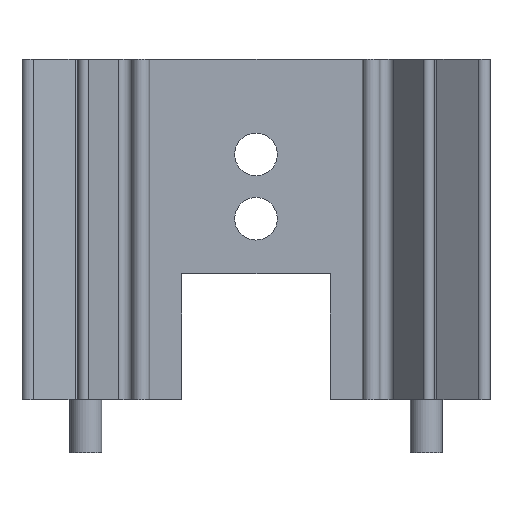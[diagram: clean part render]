
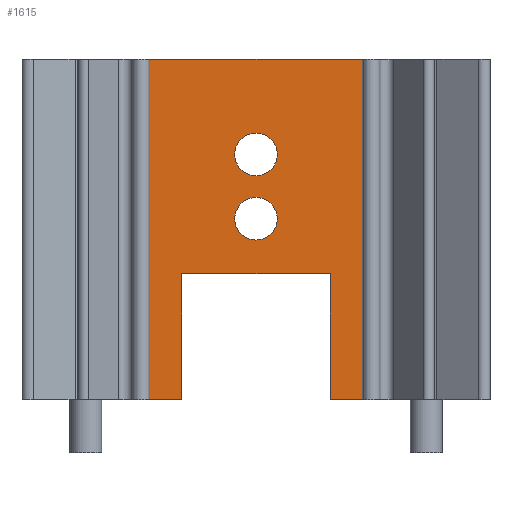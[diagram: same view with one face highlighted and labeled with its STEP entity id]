
A CAD part, front view. The second image highlights one B-rep face of the part: STEP entity #1615.
In plain terms, the highlighted planar face has unit normal (0, -1, 0).
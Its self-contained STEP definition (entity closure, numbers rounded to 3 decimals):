
#186 = VERTEX_POINT('',#187);
#187 = CARTESIAN_POINT('',(-5.55,-0.785,0.));
#193 = EDGE_CURVE('',#186,#194,#196,.T.);
#194 = VERTEX_POINT('',#195);
#195 = CARTESIAN_POINT('',(-7.94,-0.785,0.));
#196 = LINE('',#197,#198);
#197 = CARTESIAN_POINT('',(7.94,-0.785,0.));
#198 = VECTOR('',#199,1.);
#199 = DIRECTION('',(-1.,0.,-0.));
#798 = VERTEX_POINT('',#799);
#799 = CARTESIAN_POINT('',(-7.94,-0.785,25.4));
#805 = EDGE_CURVE('',#798,#806,#808,.T.);
#806 = VERTEX_POINT('',#807);
#807 = CARTESIAN_POINT('',(7.94,-0.785,25.4));
#808 = LINE('',#809,#810);
#809 = CARTESIAN_POINT('',(-12.5,-0.785,25.4));
#810 = VECTOR('',#811,1.);
#811 = DIRECTION('',(1.,0.,0.));
#1605 = EDGE_CURVE('',#194,#798,#1606,.T.);
#1606 = LINE('',#1607,#1608);
#1607 = CARTESIAN_POINT('',(-7.94,-0.785,0.));
#1608 = VECTOR('',#1609,1.);
#1609 = DIRECTION('',(0.,0.,1.));
#1615 = ADVANCED_FACE('',(#1616,#1659,#1670),#1681,.T.);
#1616 = FACE_BOUND('',#1617,.F.);
#1617 = EDGE_LOOP('',(#1618,#1626,#1627,#1628,#1629,#1637,#1645,#1653));
#1618 = ORIENTED_EDGE('',*,*,#1619,.T.);
#1619 = EDGE_CURVE('',#1620,#186,#1622,.T.);
#1620 = VERTEX_POINT('',#1621);
#1621 = CARTESIAN_POINT('',(-5.55,-0.785,9.4));
#1622 = LINE('',#1623,#1624);
#1623 = CARTESIAN_POINT('',(-5.55,-0.785,9.4));
#1624 = VECTOR('',#1625,1.);
#1625 = DIRECTION('',(0.,0.,-1.));
#1626 = ORIENTED_EDGE('',*,*,#193,.T.);
#1627 = ORIENTED_EDGE('',*,*,#1605,.T.);
#1628 = ORIENTED_EDGE('',*,*,#805,.T.);
#1629 = ORIENTED_EDGE('',*,*,#1630,.F.);
#1630 = EDGE_CURVE('',#1631,#806,#1633,.T.);
#1631 = VERTEX_POINT('',#1632);
#1632 = CARTESIAN_POINT('',(7.94,-0.785,0.));
#1633 = LINE('',#1634,#1635);
#1634 = CARTESIAN_POINT('',(7.94,-0.785,0.));
#1635 = VECTOR('',#1636,1.);
#1636 = DIRECTION('',(0.,0.,1.));
#1637 = ORIENTED_EDGE('',*,*,#1638,.T.);
#1638 = EDGE_CURVE('',#1631,#1639,#1641,.T.);
#1639 = VERTEX_POINT('',#1640);
#1640 = CARTESIAN_POINT('',(5.55,-0.785,0.));
#1641 = LINE('',#1642,#1643);
#1642 = CARTESIAN_POINT('',(7.94,-0.785,0.));
#1643 = VECTOR('',#1644,1.);
#1644 = DIRECTION('',(-1.,0.,-0.));
#1645 = ORIENTED_EDGE('',*,*,#1646,.T.);
#1646 = EDGE_CURVE('',#1639,#1647,#1649,.T.);
#1647 = VERTEX_POINT('',#1648);
#1648 = CARTESIAN_POINT('',(5.55,-0.785,9.4));
#1649 = LINE('',#1650,#1651);
#1650 = CARTESIAN_POINT('',(5.55,-0.785,0.));
#1651 = VECTOR('',#1652,1.);
#1652 = DIRECTION('',(0.,0.,1.));
#1653 = ORIENTED_EDGE('',*,*,#1654,.T.);
#1654 = EDGE_CURVE('',#1647,#1620,#1655,.T.);
#1655 = LINE('',#1656,#1657);
#1656 = CARTESIAN_POINT('',(5.55,-0.785,9.4));
#1657 = VECTOR('',#1658,1.);
#1658 = DIRECTION('',(-1.,0.,0.));
#1659 = FACE_BOUND('',#1660,.F.);
#1660 = EDGE_LOOP('',(#1661));
#1661 = ORIENTED_EDGE('',*,*,#1662,.T.);
#1662 = EDGE_CURVE('',#1663,#1663,#1665,.T.);
#1663 = VERTEX_POINT('',#1664);
#1664 = CARTESIAN_POINT('',(1.59,-0.785,13.5));
#1665 = CIRCLE('',#1666,1.59);
#1666 = AXIS2_PLACEMENT_3D('',#1667,#1668,#1669);
#1667 = CARTESIAN_POINT('',(0.,-0.785,13.5));
#1668 = DIRECTION('',(0.,-1.,0.));
#1669 = DIRECTION('',(1.,0.,0.));
#1670 = FACE_BOUND('',#1671,.F.);
#1671 = EDGE_LOOP('',(#1672));
#1672 = ORIENTED_EDGE('',*,*,#1673,.T.);
#1673 = EDGE_CURVE('',#1674,#1674,#1676,.T.);
#1674 = VERTEX_POINT('',#1675);
#1675 = CARTESIAN_POINT('',(1.59,-0.785,18.3));
#1676 = CIRCLE('',#1677,1.59);
#1677 = AXIS2_PLACEMENT_3D('',#1678,#1679,#1680);
#1678 = CARTESIAN_POINT('',(0.,-0.785,18.3));
#1679 = DIRECTION('',(0.,-1.,0.));
#1680 = DIRECTION('',(1.,0.,0.));
#1681 = PLANE('',#1682);
#1682 = AXIS2_PLACEMENT_3D('',#1683,#1684,#1685);
#1683 = CARTESIAN_POINT('',(0.,-0.785,32.5));
#1684 = DIRECTION('',(-0.,-1.,0.));
#1685 = DIRECTION('',(0.,0.,-1.));
